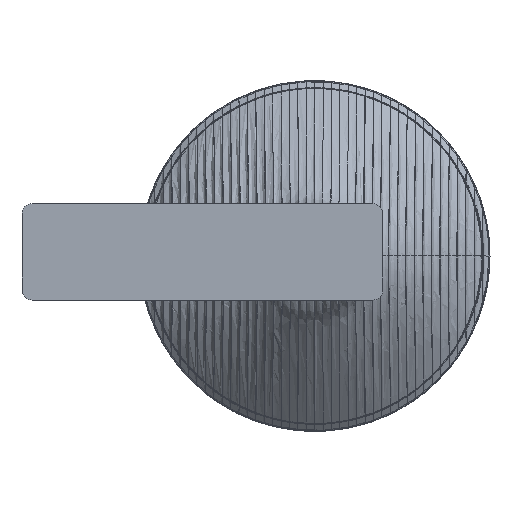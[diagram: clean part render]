
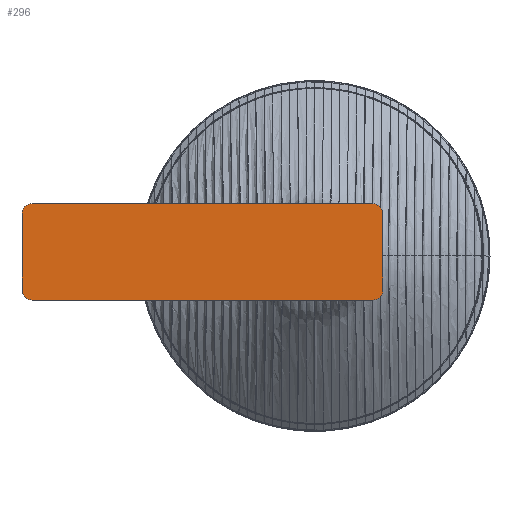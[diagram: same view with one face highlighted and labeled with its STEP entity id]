
A CAD part, top view. The second image highlights one B-rep face of the part: STEP entity #296.
In plain terms, the highlighted planar face has unit normal (0, 0, 1).
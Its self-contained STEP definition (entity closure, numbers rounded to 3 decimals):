
#296=ADVANCED_FACE('',(#529),#3723,.T.);
#529=FACE_OUTER_BOUND('',#768,.T.);
#768=EDGE_LOOP('',(#1954,#1955,#1956,#1957,#1958,#1959,#1960,#1961));
#1954=ORIENTED_EDGE('',*,*,#2589,.F.);
#1955=ORIENTED_EDGE('',*,*,#2578,.F.);
#1956=ORIENTED_EDGE('',*,*,#2588,.F.);
#1957=ORIENTED_EDGE('',*,*,#2583,.F.);
#1958=ORIENTED_EDGE('',*,*,#2587,.F.);
#1959=ORIENTED_EDGE('',*,*,#2551,.F.);
#1960=ORIENTED_EDGE('',*,*,#2586,.F.);
#1961=ORIENTED_EDGE('',*,*,#2547,.F.);
#2547=EDGE_CURVE('',#3575,#3576,#3049,.T.);
#2551=EDGE_CURVE('',#3582,#3578,#3053,.T.);
#2578=EDGE_CURVE('',#3597,#3587,#3075,.T.);
#2583=EDGE_CURVE('',#3579,#3598,#3080,.T.);
#2586=EDGE_CURVE('',#3576,#3582,#3209,.T.);
#2587=EDGE_CURVE('',#3578,#3579,#3210,.T.);
#2588=EDGE_CURVE('',#3598,#3597,#3211,.T.);
#2589=EDGE_CURVE('',#3587,#3575,#3212,.T.);
#3049=B_SPLINE_CURVE_WITH_KNOTS('',1,(#30370,#30371),.UNSPECIFIED.,.F.,
 .F.,(2,2),(0.,170.102),.UNSPECIFIED.);
#3053=B_SPLINE_CURVE_WITH_KNOTS('',1,(#30382,#30383),.UNSPECIFIED.,.F.,
 .F.,(2,2),(0.,38.101),.UNSPECIFIED.);
#3075=B_SPLINE_CURVE_WITH_KNOTS('',1,(#30491,#30492),.UNSPECIFIED.,.F.,
 .F.,(2,2),(0.,38.101),.UNSPECIFIED.);
#3080=B_SPLINE_CURVE_WITH_KNOTS('',1,(#30505,#30506),.UNSPECIFIED.,.F.,
 .F.,(2,2),(0.,170.102),.UNSPECIFIED.);
#3209=(
BOUNDED_CURVE()
B_SPLINE_CURVE(2,(#30519,#30520,#30521,#30522,#30523),.UNSPECIFIED.,.F.,
 .F.)
B_SPLINE_CURVE_WITH_KNOTS((3,2,3),(441.258,445.316,449.542),
 .UNSPECIFIED.)
CURVE()
GEOMETRIC_REPRESENTATION_ITEM()
RATIONAL_B_SPLINE_CURVE((1.,0.927,1.,0.921,1.))
REPRESENTATION_ITEM('')
);
#3210=(
BOUNDED_CURVE()
B_SPLINE_CURVE(2,(#30524,#30525,#30526,#30527,#30528),.UNSPECIFIED.,.F.,
 .F.)
B_SPLINE_CURVE_WITH_KNOTS((3,2,3),(487.643,491.868,495.927),
 .UNSPECIFIED.)
CURVE()
GEOMETRIC_REPRESENTATION_ITEM()
RATIONAL_B_SPLINE_CURVE((1.,0.921,1.,0.927,1.))
REPRESENTATION_ITEM('')
);
#3211=(
BOUNDED_CURVE()
B_SPLINE_CURVE(2,(#30529,#30530,#30531,#30532,#30533),.UNSPECIFIED.,.F.,
 .F.)
B_SPLINE_CURVE_WITH_KNOTS((3,2,3),(666.029,670.087,674.313),
 .UNSPECIFIED.)
CURVE()
GEOMETRIC_REPRESENTATION_ITEM()
RATIONAL_B_SPLINE_CURVE((1.,0.927,1.,0.921,1.))
REPRESENTATION_ITEM('')
);
#3212=(
BOUNDED_CURVE()
B_SPLINE_CURVE(2,(#30534,#30535,#30536,#30537,#30538),.UNSPECIFIED.,.F.,
 .F.)
B_SPLINE_CURVE_WITH_KNOTS((3,2,3),(712.414,716.639,720.698),
 .UNSPECIFIED.)
CURVE()
GEOMETRIC_REPRESENTATION_ITEM()
RATIONAL_B_SPLINE_CURVE((1.,0.921,1.,0.927,1.))
REPRESENTATION_ITEM('')
);
#3575=VERTEX_POINT('',#30321);
#3576=VERTEX_POINT('',#30322);
#3578=VERTEX_POINT('',#30324);
#3579=VERTEX_POINT('',#30325);
#3582=VERTEX_POINT('',#30328);
#3587=VERTEX_POINT('',#30333);
#3597=VERTEX_POINT('',#30343);
#3598=VERTEX_POINT('',#30344);
#3723=PLANE('',#3891);
#3891=AXIS2_PLACEMENT_3D('',#30223,#3932,$);
#3932=DIRECTION('',(0.,0.,1.));
#30223=CARTESIAN_POINT('',(-147.852,24.531,1179.5));
#30321=CARTESIAN_POINT('',(29.051,-24.05,1179.5));
#30322=CARTESIAN_POINT('',(-141.051,-24.05,1179.5));
#30324=CARTESIAN_POINT('',(-146.051,19.05,1179.5));
#30325=CARTESIAN_POINT('',(-141.051,24.05,1179.5));
#30328=CARTESIAN_POINT('',(-146.051,-19.05,1179.5));
#30333=CARTESIAN_POINT('',(34.051,-19.05,1179.5));
#30343=CARTESIAN_POINT('',(34.051,19.05,1179.5));
#30344=CARTESIAN_POINT('',(29.051,24.05,1179.5));
#30370=CARTESIAN_POINT('',(29.051,-24.05,1179.5));
#30371=CARTESIAN_POINT('',(-141.051,-24.05,1179.5));
#30382=CARTESIAN_POINT('',(-146.051,-19.05,1179.5));
#30383=CARTESIAN_POINT('',(-146.051,19.05,1179.5));
#30491=CARTESIAN_POINT('',(34.051,19.05,1179.5));
#30492=CARTESIAN_POINT('',(34.051,-19.05,1179.5));
#30505=CARTESIAN_POINT('',(-141.051,24.05,1179.5));
#30506=CARTESIAN_POINT('',(29.051,24.05,1179.5));
#30519=CARTESIAN_POINT('',(-141.051,-24.05,1179.5));
#30520=CARTESIAN_POINT('',(-143.08,-24.05,1179.5));
#30521=CARTESIAN_POINT('',(-144.535,-22.636,1179.5));
#30522=CARTESIAN_POINT('',(-146.051,-21.163,1179.5));
#30523=CARTESIAN_POINT('',(-146.051,-19.05,1179.5));
#30524=CARTESIAN_POINT('',(-146.051,19.05,1179.5));
#30525=CARTESIAN_POINT('',(-146.051,21.163,1179.5));
#30526=CARTESIAN_POINT('',(-144.535,22.636,1179.5));
#30527=CARTESIAN_POINT('',(-143.08,24.05,1179.5));
#30528=CARTESIAN_POINT('',(-141.051,24.05,1179.5));
#30529=CARTESIAN_POINT('',(29.051,24.05,1179.5));
#30530=CARTESIAN_POINT('',(31.08,24.05,1179.5));
#30531=CARTESIAN_POINT('',(32.535,22.636,1179.5));
#30532=CARTESIAN_POINT('',(34.051,21.163,1179.5));
#30533=CARTESIAN_POINT('',(34.051,19.05,1179.5));
#30534=CARTESIAN_POINT('',(34.051,-19.05,1179.5));
#30535=CARTESIAN_POINT('',(34.051,-21.163,1179.5));
#30536=CARTESIAN_POINT('',(32.535,-22.636,1179.5));
#30537=CARTESIAN_POINT('',(31.08,-24.05,1179.5));
#30538=CARTESIAN_POINT('',(29.051,-24.05,1179.5));
